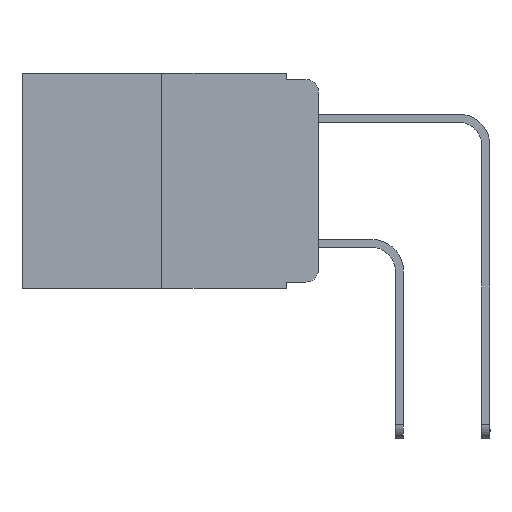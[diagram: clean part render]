
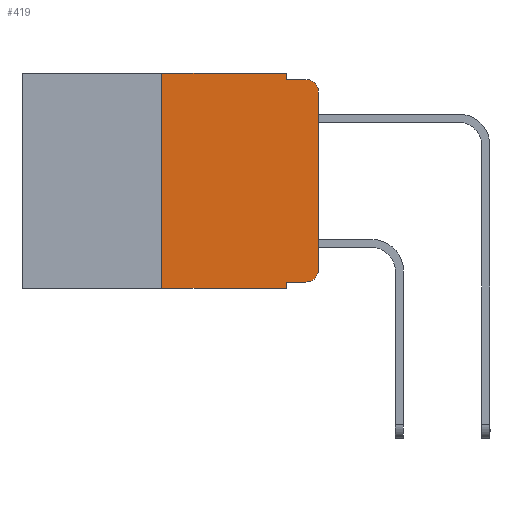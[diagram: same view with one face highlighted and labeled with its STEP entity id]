
A CAD part, left-side view. The second image highlights one B-rep face of the part: STEP entity #419.
In plain terms, the highlighted planar face has unit normal (-1, 0, 0).
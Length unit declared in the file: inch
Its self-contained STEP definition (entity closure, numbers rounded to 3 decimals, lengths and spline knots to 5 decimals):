
#372 = FACE_OUTER_BOUND ( 'NONE', #11333, .T. ) ;
#419 = ADVANCED_FACE ( 'NONE', ( #372 ), #12099, .F. ) ;
#569 = EDGE_CURVE ( 'NONE', #4320, #5057, #19493, .T. ) ;
#1031 = EDGE_CURVE ( 'NONE', #1766, #13119, #3414, .T. ) ;
#1168 = DIRECTION ( 'NONE',  ( 0., 0., 1. ) ) ;
#1378 = ORIENTED_EDGE ( 'NONE', *, *, #14679, .T. ) ;
#1766 = VERTEX_POINT ( 'NONE', #17117 ) ;
#1860 = DIRECTION ( 'NONE',  ( 0., 0., -1. ) ) ;
#2056 = CARTESIAN_POINT ( 'NONE',  ( 0., 0.02, -0.03 ) ) ;
#2380 = ORIENTED_EDGE ( 'NONE', *, *, #1031, .F. ) ;
#2425 = VECTOR ( 'NONE', #14786, 39.37008 ) ;
#2638 = CARTESIAN_POINT ( 'NONE',  ( 0., 0.02, -0.01 ) ) ;
#2697 = CARTESIAN_POINT ( 'NONE',  ( 0., 0.02, -0.313 ) ) ;
#2933 = CARTESIAN_POINT ( 'NONE',  ( 0., 0., -0.313 ) ) ;
#3156 = CIRCLE ( 'NONE', #12936, 0.02 ) ;
#3178 = CARTESIAN_POINT ( 'NONE',  ( 0., 0.02, -0.333 ) ) ;
#3414 = LINE ( 'NONE', #6588, #14704 ) ;
#3656 = VECTOR ( 'NONE', #10010, 39.37008 ) ;
#3664 = ORIENTED_EDGE ( 'NONE', *, *, #19452, .T. ) ;
#3934 = CARTESIAN_POINT ( 'NONE',  ( 0., 0.051, -0.01 ) ) ;
#4320 = VERTEX_POINT ( 'NONE', #7025 ) ;
#4753 = VECTOR ( 'NONE', #13662, 39.37008 ) ;
#4977 = CARTESIAN_POINT ( 'NONE',  ( 0., 0.051, 0. ) ) ;
#5057 = VERTEX_POINT ( 'NONE', #2638 ) ;
#5073 = VERTEX_POINT ( 'NONE', #9226 ) ;
#5672 = VECTOR ( 'NONE', #1860, 39.37008 ) ;
#6045 = ORIENTED_EDGE ( 'NONE', *, *, #20687, .F. ) ;
#6404 = VECTOR ( 'NONE', #20133, 39.37008 ) ;
#6588 = CARTESIAN_POINT ( 'NONE',  ( 0., 0.25, 0. ) ) ;
#6626 = CARTESIAN_POINT ( 'NONE',  ( 0., 0., 0. ) ) ;
#6682 = VECTOR ( 'NONE', #10421, 39.37008 ) ;
#7025 = CARTESIAN_POINT ( 'NONE',  ( 0., 0.051, -0.01 ) ) ;
#7249 = CIRCLE ( 'NONE', #11318, 0.02 ) ;
#7725 = EDGE_CURVE ( 'NONE', #9200, #13141, #3156, .T. ) ;
#7903 = EDGE_CURVE ( 'NONE', #1766, #8881, #20263, .T. ) ;
#8282 = CARTESIAN_POINT ( 'NONE',  ( 0., 0.473, -0.343 ) ) ;
#8425 = ORIENTED_EDGE ( 'NONE', *, *, #10279, .T. ) ;
#8454 = LINE ( 'NONE', #6626, #2425 ) ;
#8659 = LINE ( 'NONE', #12049, #6404 ) ;
#8857 = ORIENTED_EDGE ( 'NONE', *, *, #12275, .F. ) ;
#8881 = VERTEX_POINT ( 'NONE', #9984 ) ;
#9080 = DIRECTION ( 'NONE',  ( -1., 0., 0. ) ) ;
#9200 = VERTEX_POINT ( 'NONE', #3178 ) ;
#9226 = CARTESIAN_POINT ( 'NONE',  ( 0., 0.051, 0. ) ) ;
#9825 = ORIENTED_EDGE ( 'NONE', *, *, #7725, .T. ) ;
#9984 = CARTESIAN_POINT ( 'NONE',  ( 0., 0.051, -0.343 ) ) ;
#9991 = AXIS2_PLACEMENT_3D ( 'NONE', #15478, #13722, #18578 ) ;
#10010 = DIRECTION ( 'NONE',  ( 0., -1., 0. ) ) ;
#10279 = EDGE_CURVE ( 'NONE', #12804, #9200, #8659, .T. ) ;
#10421 = DIRECTION ( 'NONE',  ( 0., -1., 0. ) ) ;
#11318 = AXIS2_PLACEMENT_3D ( 'NONE', #2056, #19899, #11807 ) ;
#11333 = EDGE_LOOP ( 'NONE', ( #1378, #3664, #15552, #6045, #8857, #2380, #13316, #14811, #8425, #9825 ) ) ;
#11807 = DIRECTION ( 'NONE',  ( 0., 0., -1. ) ) ;
#12049 = CARTESIAN_POINT ( 'NONE',  ( 0., 0.051, -0.333 ) ) ;
#12099 = PLANE ( 'NONE',  #9991 ) ;
#12275 = EDGE_CURVE ( 'NONE', #13119, #5073, #14866, .T. ) ;
#12804 = VERTEX_POINT ( 'NONE', #16304 ) ;
#12936 = AXIS2_PLACEMENT_3D ( 'NONE', #2697, #9080, #17147 ) ;
#13119 = VERTEX_POINT ( 'NONE', #13985 ) ;
#13141 = VERTEX_POINT ( 'NONE', #2933 ) ;
#13316 = ORIENTED_EDGE ( 'NONE', *, *, #7903, .T. ) ;
#13510 = CARTESIAN_POINT ( 'NONE',  ( 0., 0.473, 0. ) ) ;
#13634 = EDGE_CURVE ( 'NONE', #12804, #8881, #14569, .T. ) ;
#13662 = DIRECTION ( 'NONE',  ( 0., 0., -1. ) ) ;
#13722 = DIRECTION ( 'NONE',  ( 1., 0., 0. ) ) ;
#13985 = CARTESIAN_POINT ( 'NONE',  ( 0., 0.25, 0. ) ) ;
#14123 = VECTOR ( 'NONE', #20046, 39.37008 ) ;
#14235 = LINE ( 'NONE', #4977, #5672 ) ;
#14569 = LINE ( 'NONE', #15362, #4753 ) ;
#14679 = EDGE_CURVE ( 'NONE', #13141, #16458, #8454, .T. ) ;
#14704 = VECTOR ( 'NONE', #1168, 39.37008 ) ;
#14786 = DIRECTION ( 'NONE',  ( 0., 0., 1. ) ) ;
#14811 = ORIENTED_EDGE ( 'NONE', *, *, #13634, .F. ) ;
#14866 = LINE ( 'NONE', #13510, #14123 ) ;
#15362 = CARTESIAN_POINT ( 'NONE',  ( 0., 0.051, 0. ) ) ;
#15478 = CARTESIAN_POINT ( 'NONE',  ( 0., 0.473, 0. ) ) ;
#15552 = ORIENTED_EDGE ( 'NONE', *, *, #569, .F. ) ;
#16304 = CARTESIAN_POINT ( 'NONE',  ( 0., 0.051, -0.333 ) ) ;
#16458 = VERTEX_POINT ( 'NONE', #19621 ) ;
#17117 = CARTESIAN_POINT ( 'NONE',  ( 0., 0.25, -0.343 ) ) ;
#17147 = DIRECTION ( 'NONE',  ( 0., 0., -1. ) ) ;
#18578 = DIRECTION ( 'NONE',  ( 0., 0., -1. ) ) ;
#19452 = EDGE_CURVE ( 'NONE', #16458, #5057, #7249, .T. ) ;
#19493 = LINE ( 'NONE', #3934, #6682 ) ;
#19621 = CARTESIAN_POINT ( 'NONE',  ( 0., 0., -0.03 ) ) ;
#19899 = DIRECTION ( 'NONE',  ( -1., 0., 0. ) ) ;
#20046 = DIRECTION ( 'NONE',  ( 0., -1., 0. ) ) ;
#20133 = DIRECTION ( 'NONE',  ( 0., -1., 0. ) ) ;
#20263 = LINE ( 'NONE', #8282, #3656 ) ;
#20687 = EDGE_CURVE ( 'NONE', #5073, #4320, #14235, .T. ) ;
